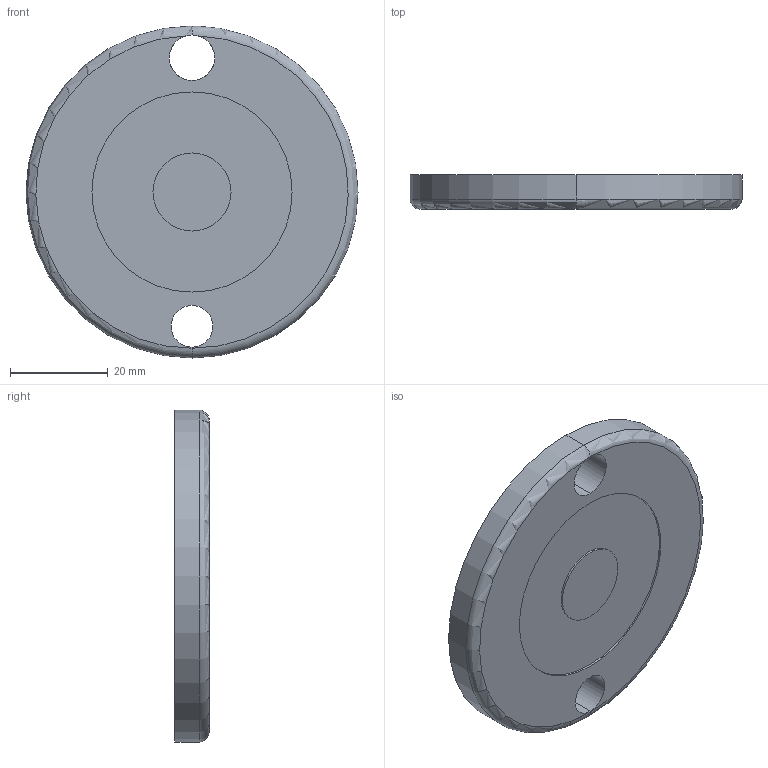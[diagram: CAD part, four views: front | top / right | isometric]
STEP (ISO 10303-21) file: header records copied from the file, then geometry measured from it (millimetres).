
FILE_DESCRIPTION (( 'STEP AP214' ), '1' );
FILE_NAME ('098ag080b.STEP', '2014-08-13T08:46:00', ( '' ), ( '' ), 'SwSTEP 2.0', 'SolidWorks 2014', '' );
FILE_SCHEMA (( 'AUTOMOTIVE_DESIGN' ));
Length unit declared in the file: millimetre
Products named in the file (1): 098ag080b
Bounding box: 68 x 7 x 68 mm (x, y, z)
Volume: 20500.4 mm3; surface area: 9250.6 mm2
Topology: 1 solids, 1 shells, 23 faces, 50 edges, 31 vertices
Faces by surface type: cylinder 12, torus 6, plane 5
Entity records: 692 total; most frequent: DIRECTION 132, CARTESIAN_POINT 115, ORIENTED_EDGE 100, AXIS2_PLACEMENT_3D 60, EDGE_CURVE 50, CIRCLE 36, VERTEX_POINT 31, EDGE_LOOP 29
